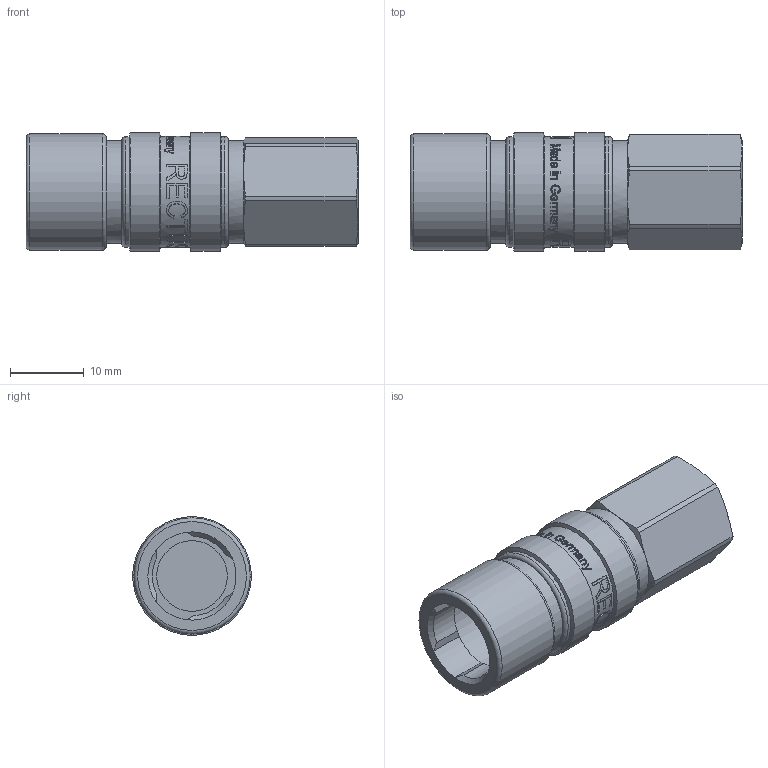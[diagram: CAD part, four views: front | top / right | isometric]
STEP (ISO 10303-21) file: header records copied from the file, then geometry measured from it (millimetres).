
FILE_DESCRIPTION(/* description */ (''),/* implementation_level */ '2;1');
FILE_NAME(/* name */ '21kaiw10mpn3.stp',/* time_stamp */ '2017-05-23T11:25:10+02:00',/* author */ ('IA176480'),/* organization */ (''),/* preprocessor_version */ 'ST-DEVELOPER v16.1',/* originating_system */ 'Autodesk Inventor 2016',/* authorisation */ '');
FILE_SCHEMA (('AUTOMOTIVE_DESIGN { 1 0 10303 214 3 1 1 }'));
Products named in the file (1): 21KAIW10MPN3
Bounding box: 45.15 x 16.14 x 16.14 mm (x, y, z)
Volume: 6250.4 mm3; surface area: 4558.7 mm2
Topology: 1 solids, 3 shells, 469 faces, 1237 edges, 817 vertices
Faces by surface type: bspline 211, plane 152, cylinder 70, cone 32, torus 4
Full cylindrical faces by diameter (mm): 8.566 x1, 10.45 x1, 11.341 x1, 11.4 x1, 11.46 x1, 12 x1, 12.15 x1, 12.3 x1, 14 x4, 15.1 x3, 15.8 x1, 16.15 x2
Entity records: 63757 total; most frequent: CARTESIAN_POINT 53683, ORIENTED_EDGE 2352, DIRECTION 1247, EDGE_CURVE 1176, VERTEX_POINT 797, B_SPLINE_CURVE_WITH_KNOTS 560, EDGE_LOOP 555, FACE_OUTER_BOUND 468
